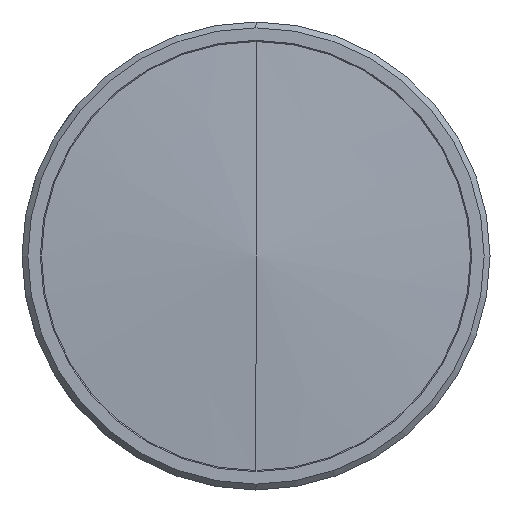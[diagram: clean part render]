
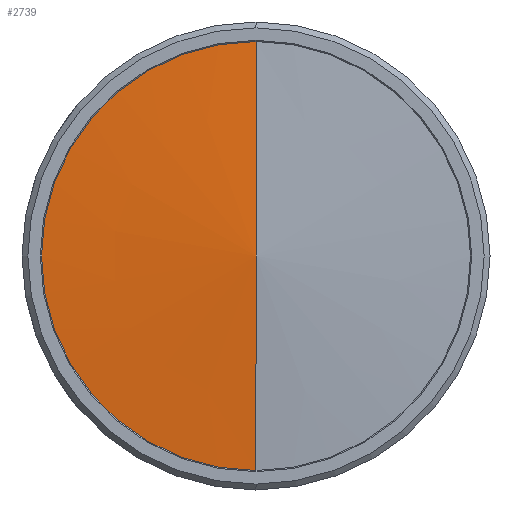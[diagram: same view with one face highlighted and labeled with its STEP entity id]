
A CAD part, left-side view. The second image highlights one B-rep face of the part: STEP entity #2739.
In plain terms, the highlighted conical face has half-angle 86.332 degrees and reference radius 15599.9 mm.
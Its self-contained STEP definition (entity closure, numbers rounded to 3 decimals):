
#52 = VERTEX_POINT ( 'NONE', #2708 ) ;
#547 = VECTOR ( 'NONE', #2312, 1000. ) ;
#848 = DIRECTION ( 'NONE',  ( 0., 0., -1. ) ) ;
#938 = DIRECTION ( 'NONE',  ( 0.064, 0., 0.998 ) ) ;
#987 = CARTESIAN_POINT ( 'NONE',  ( 0., 0., 0. ) ) ;
#996 = ORIENTED_EDGE ( 'NONE', *, *, #3423, .T. ) ;
#1113 = CARTESIAN_POINT ( 'NONE',  ( 0., 0., 0. ) ) ;
#1138 = DIRECTION ( 'NONE',  ( 1., 0., 0. ) ) ;
#1372 = CONICAL_SURFACE ( 'NONE', #1787, 15599.865, 1.507 ) ;
#1501 = CARTESIAN_POINT ( 'NONE',  ( 1000., 0., 0. ) ) ;
#1547 = CARTESIAN_POINT ( 'NONE',  ( 3.526, 0., 0. ) ) ;
#1564 = ORIENTED_EDGE ( 'NONE', *, *, #4322, .F. ) ;
#1779 = CARTESIAN_POINT ( 'NONE',  ( 0., 0., 0. ) ) ;
#1787 = AXIS2_PLACEMENT_3D ( 'NONE', #1501, #1138, #848 ) ;
#1809 = CIRCLE ( 'NONE', #3444, 55. ) ;
#1933 = CARTESIAN_POINT ( 'NONE',  ( 3.526, 0., 55. ) ) ;
#1935 = VECTOR ( 'NONE', #938, 1000. ) ;
#1940 = ORIENTED_EDGE ( 'NONE', *, *, #4154, .F. ) ;
#2185 = DIRECTION ( 'NONE',  ( 1., 0., 0. ) ) ;
#2312 = DIRECTION ( 'NONE',  ( 0.064, 0., -0.998 ) ) ;
#2537 = DIRECTION ( 'NONE',  ( 0., 0., -1. ) ) ;
#2708 = CARTESIAN_POINT ( 'NONE',  ( 3.526, 0., -55. ) ) ;
#2739 = ADVANCED_FACE ( 'NONE', ( #3907 ), #1372, .T. ) ;
#2823 = EDGE_LOOP ( 'NONE', ( #1940, #996, #1564 ) ) ;
#3011 = VERTEX_POINT ( 'NONE', #1933 ) ;
#3224 = LINE ( 'NONE', #1779, #1935 ) ;
#3423 = EDGE_CURVE ( 'NONE', #3550, #3011, #3224, .T. ) ;
#3444 = AXIS2_PLACEMENT_3D ( 'NONE', #1547, #2185, #2537 ) ;
#3451 = LINE ( 'NONE', #987, #547 ) ;
#3550 = VERTEX_POINT ( 'NONE', #1113 ) ;
#3907 = FACE_OUTER_BOUND ( 'NONE', #2823, .T. ) ;
#4154 = EDGE_CURVE ( 'NONE', #3550, #52, #3451, .T. ) ;
#4322 = EDGE_CURVE ( 'NONE', #52, #3011, #1809, .T. ) ;
